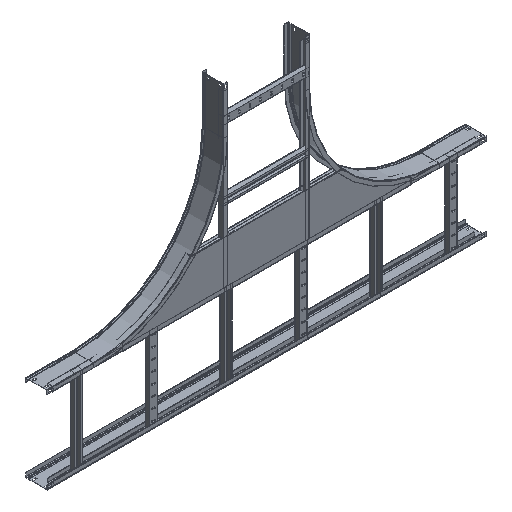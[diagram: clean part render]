
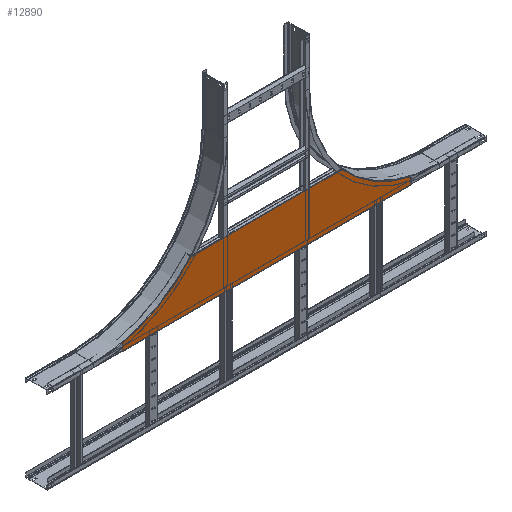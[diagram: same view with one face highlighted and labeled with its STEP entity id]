
A CAD part, isometric view. The second image highlights one B-rep face of the part: STEP entity #12890.
In plain terms, the highlighted planar face has unit normal (0, -1, 0).
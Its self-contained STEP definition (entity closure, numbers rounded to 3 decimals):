
#494 = EDGE_CURVE ( 'NONE', #11298, #2982, #8997, .T. ) ;
#568 = FACE_OUTER_BOUND ( 'NONE', #9759, .T. ) ;
#661 = DIRECTION ( 'NONE',  ( -1., 0., 0. ) ) ;
#875 = ORIENTED_EDGE ( 'NONE', *, *, #12949, .F. ) ;
#1093 = DIRECTION ( 'NONE',  ( -1., 0., 0. ) ) ;
#1357 = EDGE_CURVE ( 'NONE', #8696, #5290, #2615, .T. ) ;
#1447 = DIRECTION ( 'NONE',  ( 0., 1., 0. ) ) ;
#1840 = AXIS2_PLACEMENT_3D ( 'NONE', #4576, #5640, #11940 ) ;
#1859 = AXIS2_PLACEMENT_3D ( 'NONE', #12443, #8121, #11326 ) ;
#2127 = CARTESIAN_POINT ( 'NONE',  ( -560., -1.2, -173.2 ) ) ;
#2615 = CIRCLE ( 'NONE', #5554, 5. ) ;
#2982 = VERTEX_POINT ( 'NONE', #6000 ) ;
#2993 = CARTESIAN_POINT ( 'NONE',  ( 668., -1.2, -395.4 ) ) ;
#3048 = CIRCLE ( 'NONE', #1840, 601.8 ) ;
#3087 = DIRECTION ( 'NONE',  ( 0., 0., -1. ) ) ;
#3112 = VECTOR ( 'NONE', #661, 1000. ) ;
#3121 = ORIENTED_EDGE ( 'NONE', *, *, #11066, .F. ) ;
#3125 = LINE ( 'NONE', #12304, #3112 ) ;
#3431 = VERTEX_POINT ( 'NONE', #9511 ) ;
#4272 = DIRECTION ( 'NONE',  ( 0., 0., 1. ) ) ;
#4449 = CARTESIAN_POINT ( 'NONE',  ( -668., -1.2, 226.8 ) ) ;
#4576 = CARTESIAN_POINT ( 'NONE',  ( -798.677, -1.2, 226.8 ) ) ;
#4892 = DIRECTION ( 'NONE',  ( 0., -1., 0. ) ) ;
#4910 = VERTEX_POINT ( 'NONE', #8650 ) ;
#4965 = EDGE_CURVE ( 'NONE', #3431, #10591, #3125, .T. ) ;
#5246 = DIRECTION ( 'NONE',  ( 0., -1., 0. ) ) ;
#5290 = VERTEX_POINT ( 'NONE', #7557 ) ;
#5452 = LINE ( 'NONE', #2127, #11447 ) ;
#5510 = DIRECTION ( 'NONE',  ( 0., 0., -1. ) ) ;
#5554 = AXIS2_PLACEMENT_3D ( 'NONE', #11807, #5246, #4272 ) ;
#5640 = DIRECTION ( 'NONE',  ( 0., -1., 0. ) ) ;
#6000 = CARTESIAN_POINT ( 'NONE',  ( -668., -1.2, -364.637 ) ) ;
#6271 = ORIENTED_EDGE ( 'NONE', *, *, #4965, .F. ) ;
#6365 = ORIENTED_EDGE ( 'NONE', *, *, #12034, .T. ) ;
#6827 = DIRECTION ( 'NONE',  ( 0., 0., 1. ) ) ;
#6996 = CARTESIAN_POINT ( 'NONE',  ( -663., -1.2, -364.637 ) ) ;
#7035 = CARTESIAN_POINT ( 'NONE',  ( -664.118, -1.2, -359.764 ) ) ;
#7557 = CARTESIAN_POINT ( 'NONE',  ( 664.118, -1.2, -359.764 ) ) ;
#8033 = AXIS2_PLACEMENT_3D ( 'NONE', #11151, #1447, #6827 ) ;
#8121 = DIRECTION ( 'NONE',  ( 0., -1., 0. ) ) ;
#8211 = CARTESIAN_POINT ( 'NONE',  ( -349.051, -1.2, -173.2 ) ) ;
#8650 = CARTESIAN_POINT ( 'NONE',  ( 349.051, -1.2, -173.2 ) ) ;
#8696 = VERTEX_POINT ( 'NONE', #9016 ) ;
#8741 = LINE ( 'NONE', #4449, #13696 ) ;
#8997 = CIRCLE ( 'NONE', #11338, 5. ) ;
#9016 = CARTESIAN_POINT ( 'NONE',  ( 668., -1.2, -364.637 ) ) ;
#9089 = CIRCLE ( 'NONE', #1859, 601.8 ) ;
#9112 = EDGE_CURVE ( 'NONE', #8696, #3431, #12027, .T. ) ;
#9204 = VECTOR ( 'NONE', #3087, 1000. ) ;
#9511 = CARTESIAN_POINT ( 'NONE',  ( 668., -1.2, -393.2 ) ) ;
#9759 = EDGE_LOOP ( 'NONE', ( #3121, #12066, #13290, #6271, #12788, #11309, #875, #6365 ) ) ;
#10173 = PLANE ( 'NONE',  #8033 ) ;
#10591 = VERTEX_POINT ( 'NONE', #11057 ) ;
#11057 = CARTESIAN_POINT ( 'NONE',  ( -668., -1.2, -393.2 ) ) ;
#11066 = EDGE_CURVE ( 'NONE', #11298, #13002, #3048, .T. ) ;
#11086 = EDGE_CURVE ( 'NONE', #2982, #10591, #8741, .T. ) ;
#11096 = DIRECTION ( 'NONE',  ( 0., 0., 1. ) ) ;
#11151 = CARTESIAN_POINT ( 'NONE',  ( -798.677, -1.2, 226.8 ) ) ;
#11298 = VERTEX_POINT ( 'NONE', #7035 ) ;
#11309 = ORIENTED_EDGE ( 'NONE', *, *, #1357, .T. ) ;
#11326 = DIRECTION ( 'NONE',  ( 0., 0., -1. ) ) ;
#11338 = AXIS2_PLACEMENT_3D ( 'NONE', #6996, #4892, #11096 ) ;
#11447 = VECTOR ( 'NONE', #1093, 1000. ) ;
#11807 = CARTESIAN_POINT ( 'NONE',  ( 663., -1.2, -364.637 ) ) ;
#11940 = DIRECTION ( 'NONE',  ( 0., 0., 1. ) ) ;
#12027 = LINE ( 'NONE', #2993, #9204 ) ;
#12034 = EDGE_CURVE ( 'NONE', #4910, #13002, #5452, .T. ) ;
#12066 = ORIENTED_EDGE ( 'NONE', *, *, #494, .T. ) ;
#12304 = CARTESIAN_POINT ( 'NONE',  ( -990.5, -1.2, -393.2 ) ) ;
#12443 = CARTESIAN_POINT ( 'NONE',  ( 798.677, -1.2, 226.8 ) ) ;
#12788 = ORIENTED_EDGE ( 'NONE', *, *, #9112, .F. ) ;
#12890 = ADVANCED_FACE ( 'NONE', ( #568 ), #10173, .F. ) ;
#12949 = EDGE_CURVE ( 'NONE', #4910, #5290, #9089, .T. ) ;
#13002 = VERTEX_POINT ( 'NONE', #8211 ) ;
#13290 = ORIENTED_EDGE ( 'NONE', *, *, #11086, .T. ) ;
#13696 = VECTOR ( 'NONE', #5510, 1000. ) ;
